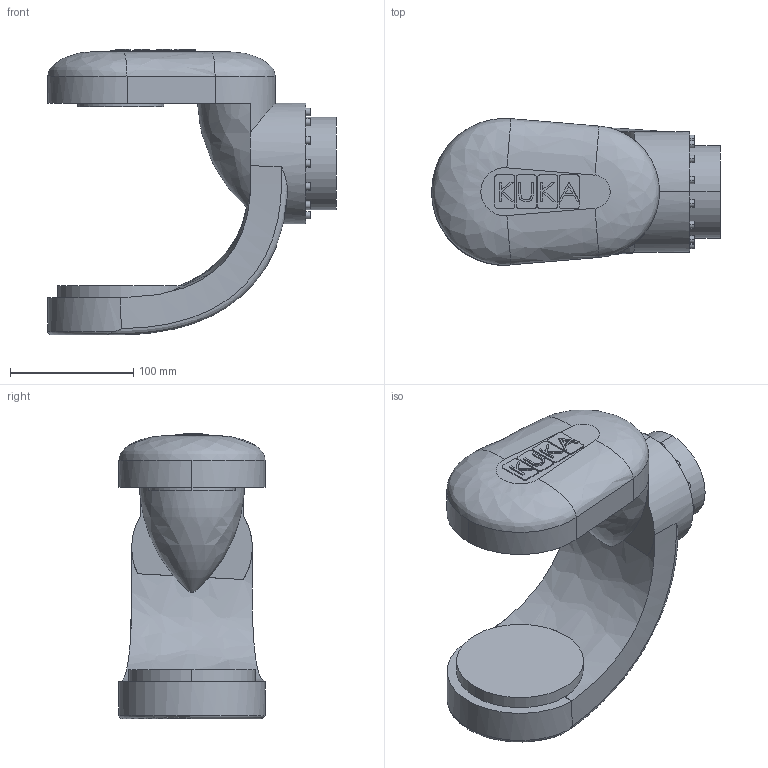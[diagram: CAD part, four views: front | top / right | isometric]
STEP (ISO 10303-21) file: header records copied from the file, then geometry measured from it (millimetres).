
FILE_DESCRIPTION (( 'STEP AP203' ), '1' );
FILE_NAME ('wrist_Default_sldprt.STEP', '2020-05-15T02:53:18', ( '' ), ( '' ), 'SwSTEP 2.0', 'SolidWorks 2018', '' );
FILE_SCHEMA (( 'CONFIG_CONTROL_DESIGN' ));
Length unit declared in the file: millimetre
Products named in the file (1): wrist_Default_sldprt
Bounding box: 234.5 x 119 x 232.12 mm (x, y, z)
Surface area: 173178.8 mm2 (no closed solid volume)
Topology: 0 solids, 2 shells, 428 faces, 1073 edges, 713 vertices
Faces by surface type: plane 313, cylinder 88, bspline 25, torus 2
Entity records: 19215 total; most frequent: CARTESIAN_POINT 8942, ORIENTED_EDGE 2132, DIRECTION 1981, EDGE_CURVE 1072, VECTOR 793, LINE 793, VERTEX_POINT 713, AXIS2_PLACEMENT_3D 594
